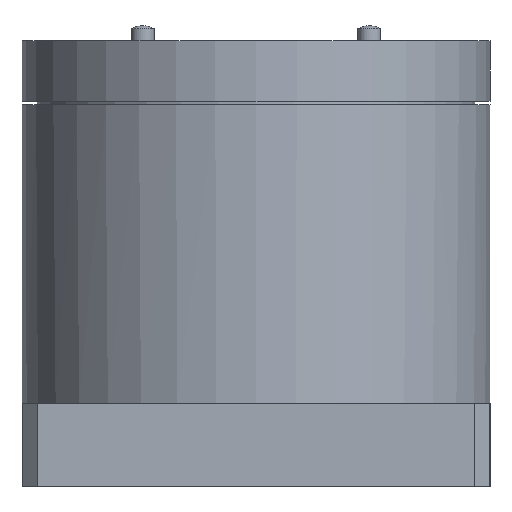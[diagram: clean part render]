
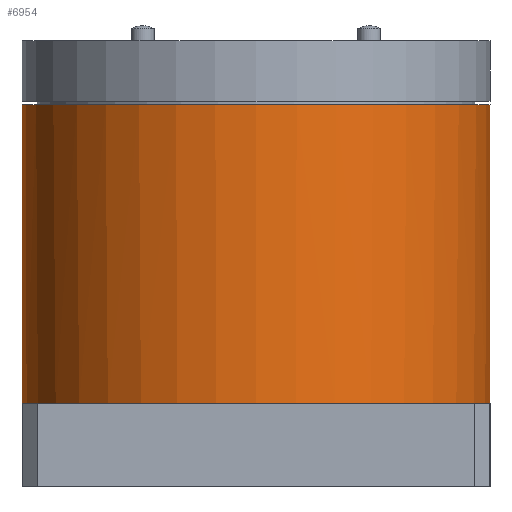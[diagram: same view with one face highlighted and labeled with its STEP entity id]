
A CAD part, left-side view. The second image highlights one B-rep face of the part: STEP entity #6954.
In plain terms, the highlighted cylindrical face has radius 31 mm (diameter 62 mm), a full revolution.
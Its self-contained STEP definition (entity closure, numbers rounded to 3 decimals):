
#790=FACE_OUTER_BOUND('',#1233,.T.);
#1233=EDGE_LOOP('',(#5738,#5739,#5740,#5741,#5742,#5743,#5744,#5745));
#1650=LINE('',#11784,#2027);
#1651=LINE('',#11785,#2028);
#1652=LINE('',#11793,#2029);
#2027=VECTOR('',#9482,10.);
#2028=VECTOR('',#9483,10.);
#2029=VECTOR('',#9494,31.);
#2436=CIRCLE('',#7682,31.);
#2455=CIRCLE('',#7708,31.);
#2456=CIRCLE('',#7709,31.);
#2457=CIRCLE('',#7711,31.);
#3100=VERTEX_POINT('',#11724);
#3101=VERTEX_POINT('',#11725);
#3123=VERTEX_POINT('',#11781);
#3124=VERTEX_POINT('',#11782);
#3125=VERTEX_POINT('',#11787);
#3126=VERTEX_POINT('',#11791);
#4001=EDGE_CURVE('',#3101,#3100,#2436,.T.);
#4029=EDGE_CURVE('',#3101,#3123,#1650,.T.);
#4030=EDGE_CURVE('',#3124,#3100,#1651,.T.);
#4031=EDGE_CURVE('',#3125,#3124,#2455,.T.);
#4032=EDGE_CURVE('',#3123,#3125,#2456,.T.);
#4033=EDGE_CURVE('',#3126,#3126,#2457,.T.);
#4034=EDGE_CURVE('',#3126,#3125,#1652,.T.);
#5738=ORIENTED_EDGE('',*,*,#4033,.T.);
#5739=ORIENTED_EDGE('',*,*,#4034,.T.);
#5740=ORIENTED_EDGE('',*,*,#4031,.T.);
#5741=ORIENTED_EDGE('',*,*,#4030,.T.);
#5742=ORIENTED_EDGE('',*,*,#4001,.F.);
#5743=ORIENTED_EDGE('',*,*,#4029,.T.);
#5744=ORIENTED_EDGE('',*,*,#4032,.T.);
#5745=ORIENTED_EDGE('',*,*,#4034,.F.);
#6263=CYLINDRICAL_SURFACE('',#7710,31.);
#6954=ADVANCED_FACE('',(#790),#6263,.T.);
#7682=AXIS2_PLACEMENT_3D('',#11727,#9423,#9424);
#7708=AXIS2_PLACEMENT_3D('',#11788,#9486,#9487);
#7709=AXIS2_PLACEMENT_3D('',#11789,#9488,#9489);
#7710=AXIS2_PLACEMENT_3D('',#11790,#9490,#9491);
#7711=AXIS2_PLACEMENT_3D('',#11792,#9492,#9493);
#9423=DIRECTION('center_axis',(0.,0.,
-1.));
#9424=DIRECTION('ref_axis',(-1.,0.,0.));
#9482=DIRECTION('',(0.,0.,1.));
#9483=DIRECTION('',(0.,0.,-1.));
#9486=DIRECTION('center_axis',(0.,0.,
1.));
#9487=DIRECTION('ref_axis',(-1.,0.,0.));
#9488=DIRECTION('center_axis',(0.,0.,
1.));
#9489=DIRECTION('ref_axis',(-1.,0.,0.));
#9490=DIRECTION('center_axis',(0.,0.,
1.));
#9491=DIRECTION('ref_axis',(-1.,0.,0.));
#9492=DIRECTION('center_axis',(0.,0.,
-1.));
#9493=DIRECTION('ref_axis',(-1.,0.,0.));
#9494=DIRECTION('',(0.,0.,-1.));
#11724=CARTESIAN_POINT('',(30.2,6.997,11.));
#11725=CARTESIAN_POINT('',(30.2,-6.997,11.));
#11727=CARTESIAN_POINT('Origin',(0.,0.,
11.));
#11781=CARTESIAN_POINT('',(30.2,-6.997,27.5));
#11782=CARTESIAN_POINT('',(30.2,6.997,27.5));
#11784=CARTESIAN_POINT('',(30.2,-6.997,11.));
#11785=CARTESIAN_POINT('',(30.2,6.997,11.));
#11787=CARTESIAN_POINT('',(31.,0.,27.5));
#11788=CARTESIAN_POINT('Origin',(0.,0.,
27.5));
#11789=CARTESIAN_POINT('Origin',(0.,0.,
27.5));
#11790=CARTESIAN_POINT('Origin',(0.,0.,
11.));
#11791=CARTESIAN_POINT('',(31.,0.,50.5));
#11792=CARTESIAN_POINT('Origin',(0.,0.,
50.5));
#11793=CARTESIAN_POINT('',(31.,0.,11.));
